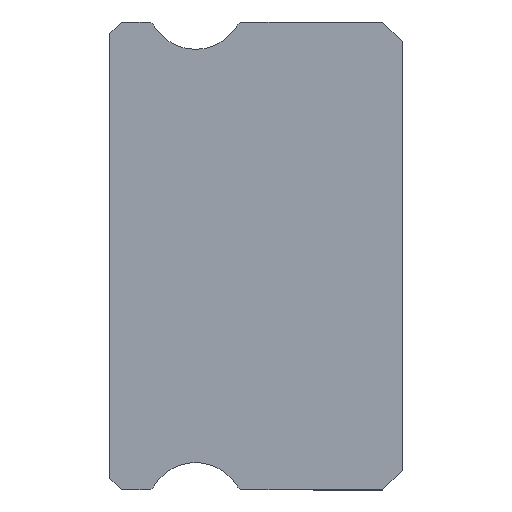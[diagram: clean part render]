
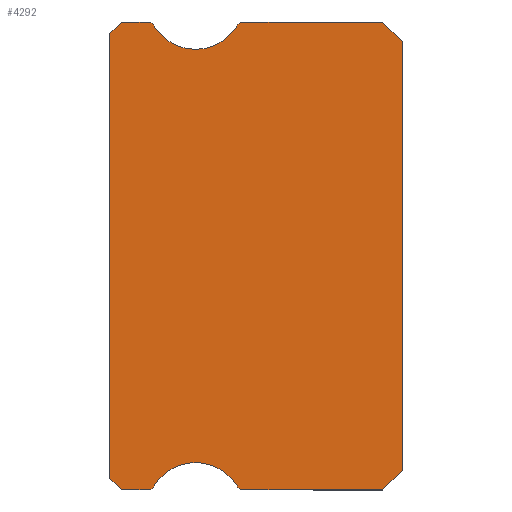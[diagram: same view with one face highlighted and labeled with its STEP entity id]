
A CAD part, left-side view. The second image highlights one B-rep face of the part: STEP entity #4292.
In plain terms, the highlighted planar face has unit normal (-1, 0, 0).
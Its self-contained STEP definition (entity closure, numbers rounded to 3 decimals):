
#25 = CARTESIAN_POINT ( 'NONE',  ( -7.5, 0.5, -6. ) ) ;
#36 = EDGE_CURVE ( 'NONE', #114, #3816, #881, .T. ) ;
#60 = EDGE_CURVE ( 'NONE', #4171, #114, #2233, .T. ) ;
#75 = DIRECTION ( 'NONE',  ( 0., 0., -1. ) ) ;
#109 = CARTESIAN_POINT ( 'NONE',  ( -7.5, 7.2, 6. ) ) ;
#114 = VERTEX_POINT ( 'NONE', #3843 ) ;
#147 = CARTESIAN_POINT ( 'NONE',  ( -7.5, 6.512, 5.85 ) ) ;
#172 = CARTESIAN_POINT ( 'NONE',  ( -7.5, 7.2, -6. ) ) ;
#286 = DIRECTION ( 'NONE',  ( 0., 0., -1. ) ) ;
#289 = CIRCLE ( 'NONE', #3906, 0.15 ) ;
#320 = ORIENTED_EDGE ( 'NONE', *, *, #3728, .F. ) ;
#325 = LINE ( 'NONE', #1861, #975 ) ;
#340 = LINE ( 'NONE', #3534, #4516 ) ;
#372 = CARTESIAN_POINT ( 'NONE',  ( -7.5, 7.2, 6. ) ) ;
#419 = VERTEX_POINT ( 'NONE', #2655 ) ;
#428 = CARTESIAN_POINT ( 'NONE',  ( -7.5, 6.512, -6. ) ) ;
#459 = ORIENTED_EDGE ( 'NONE', *, *, #4287, .T. ) ;
#542 = CIRCLE ( 'NONE', #1702, 1.25 ) ;
#597 = DIRECTION ( 'NONE',  ( 0., 0., -1. ) ) ;
#683 = DIRECTION ( 'NONE',  ( 0., -0.707, -0.707 ) ) ;
#878 = CARTESIAN_POINT ( 'NONE',  ( -7.5, 6.512, -6. ) ) ;
#881 = LINE ( 'NONE', #1972, #2444 ) ;
#967 = VERTEX_POINT ( 'NONE', #428 ) ;
#970 = PLANE ( 'NONE',  #2106 ) ;
#975 = VECTOR ( 'NONE', #683, 1000. ) ;
#981 = VECTOR ( 'NONE', #2080, 1000. ) ;
#1076 = CARTESIAN_POINT ( 'NONE',  ( -7.5, 5.3, 6.55 ) ) ;
#1098 = ORIENTED_EDGE ( 'NONE', *, *, #1961, .F. ) ;
#1108 = CARTESIAN_POINT ( 'NONE',  ( -7.5, 7.2, -6. ) ) ;
#1125 = DIRECTION ( 'NONE',  ( 0., 1., 0. ) ) ;
#1144 = VERTEX_POINT ( 'NONE', #2439 ) ;
#1161 = VECTOR ( 'NONE', #1125, 1000. ) ;
#1173 = LINE ( 'NONE', #878, #4388 ) ;
#1181 = EDGE_CURVE ( 'NONE', #419, #967, #3645, .T. ) ;
#1194 = LINE ( 'NONE', #3696, #3405 ) ;
#1296 = VERTEX_POINT ( 'NONE', #25 ) ;
#1310 = LINE ( 'NONE', #3859, #2844 ) ;
#1346 = CARTESIAN_POINT ( 'NONE',  ( -7.5, 4.088, -5.85 ) ) ;
#1437 = DIRECTION ( 'NONE',  ( -1., 0., 0. ) ) ;
#1452 = DIRECTION ( 'NONE',  ( 0., 1., 0. ) ) ;
#1464 = CARTESIAN_POINT ( 'NONE',  ( -7.5, 6.512, 5.85 ) ) ;
#1476 = LINE ( 'NONE', #372, #1161 ) ;
#1549 = CARTESIAN_POINT ( 'NONE',  ( -7.5, 0., -5.5 ) ) ;
#1591 = VERTEX_POINT ( 'NONE', #2132 ) ;
#1613 = VERTEX_POINT ( 'NONE', #1108 ) ;
#1663 = ORIENTED_EDGE ( 'NONE', *, *, #4175, .F. ) ;
#1702 = AXIS2_PLACEMENT_3D ( 'NONE', #2872, #1437, #3563 ) ;
#1706 = EDGE_CURVE ( 'NONE', #4296, #1930, #1194, .T. ) ;
#1818 = DIRECTION ( 'NONE',  ( 0., 0., -1. ) ) ;
#1821 = VECTOR ( 'NONE', #4526, 1000. ) ;
#1861 = CARTESIAN_POINT ( 'NONE',  ( -7.5, 0.5, 6. ) ) ;
#1930 = VERTEX_POINT ( 'NONE', #2099 ) ;
#1961 = EDGE_CURVE ( 'NONE', #3371, #419, #542, .T. ) ;
#1968 = LINE ( 'NONE', #1549, #4285 ) ;
#1972 = CARTESIAN_POINT ( 'NONE',  ( -7.5, 6.512, 6. ) ) ;
#2030 = LINE ( 'NONE', #172, #1821 ) ;
#2045 = ORIENTED_EDGE ( 'NONE', *, *, #3176, .F. ) ;
#2080 = DIRECTION ( 'NONE',  ( 0., 0., 1. ) ) ;
#2099 = CARTESIAN_POINT ( 'NONE',  ( -7.5, 0., 5.5 ) ) ;
#2105 = EDGE_CURVE ( 'NONE', #1613, #967, #1173, .T. ) ;
#2106 = AXIS2_PLACEMENT_3D ( 'NONE', #147, #3080, #4224 ) ;
#2125 = EDGE_LOOP ( 'NONE', ( #3519, #3739, #459, #4240, #2232, #1098, #3087, #1663, #4041, #3270, #2598, #3715, #2856, #2451, #320, #2045, #3924 ) ) ;
#2132 = CARTESIAN_POINT ( 'NONE',  ( -7.5, 5.3, 5.3 ) ) ;
#2232 = ORIENTED_EDGE ( 'NONE', *, *, #1181, .F. ) ;
#2233 = CIRCLE ( 'NONE', #4112, 0.15 ) ;
#2310 = DIRECTION ( 'NONE',  ( 0., 0., 1. ) ) ;
#2338 = LINE ( 'NONE', #4529, #981 ) ;
#2365 = DIRECTION ( 'NONE',  ( 0., 0., -1. ) ) ;
#2439 = CARTESIAN_POINT ( 'NONE',  ( -7.5, 6.383, 5.925 ) ) ;
#2444 = VECTOR ( 'NONE', #4580, 1000. ) ;
#2451 = ORIENTED_EDGE ( 'NONE', *, *, #2756, .F. ) ;
#2457 = EDGE_CURVE ( 'NONE', #3316, #3933, #1476, .T. ) ;
#2521 = CARTESIAN_POINT ( 'NONE',  ( -7.5, 4.217, -5.925 ) ) ;
#2523 = AXIS2_PLACEMENT_3D ( 'NONE', #1464, #3947, #286 ) ;
#2598 = ORIENTED_EDGE ( 'NONE', *, *, #3769, .F. ) ;
#2632 = DIRECTION ( 'NONE',  ( 0., 0.707, -0.707 ) ) ;
#2655 = CARTESIAN_POINT ( 'NONE',  ( -7.5, 6.383, -5.925 ) ) ;
#2745 = FACE_OUTER_BOUND ( 'NONE', #2125, .T. ) ;
#2756 = EDGE_CURVE ( 'NONE', #1591, #4171, #3303, .T. ) ;
#2782 = CARTESIAN_POINT ( 'NONE',  ( -7.5, 5.3, 6.55 ) ) ;
#2807 = EDGE_CURVE ( 'NONE', #3725, #3371, #289, .T. ) ;
#2832 = CARTESIAN_POINT ( 'NONE',  ( -7.5, 7.5, 5.7 ) ) ;
#2844 = VECTOR ( 'NONE', #3529, 1000. ) ;
#2856 = ORIENTED_EDGE ( 'NONE', *, *, #60, .F. ) ;
#2872 = CARTESIAN_POINT ( 'NONE',  ( -7.5, 5.3, -6.55 ) ) ;
#2906 = CIRCLE ( 'NONE', #2523, 0.15 ) ;
#2921 = CIRCLE ( 'NONE', #3676, 1.25 ) ;
#3080 = DIRECTION ( 'NONE',  ( 1., 0., 0. ) ) ;
#3087 = ORIENTED_EDGE ( 'NONE', *, *, #2807, .F. ) ;
#3176 = EDGE_CURVE ( 'NONE', #3316, #1144, #2906, .T. ) ;
#3263 = AXIS2_PLACEMENT_3D ( 'NONE', #3284, #4380, #75 ) ;
#3270 = ORIENTED_EDGE ( 'NONE', *, *, #1706, .T. ) ;
#3278 = VERTEX_POINT ( 'NONE', #2832 ) ;
#3284 = CARTESIAN_POINT ( 'NONE',  ( -7.5, 6.512, -5.85 ) ) ;
#3303 = CIRCLE ( 'NONE', #4592, 1.25 ) ;
#3316 = VERTEX_POINT ( 'NONE', #3996 ) ;
#3371 = VERTEX_POINT ( 'NONE', #2521 ) ;
#3405 = VECTOR ( 'NONE', #2310, 1000. ) ;
#3459 = CARTESIAN_POINT ( 'NONE',  ( -7.5, 0., -5.5 ) ) ;
#3478 = VERTEX_POINT ( 'NONE', #4113 ) ;
#3491 = DIRECTION ( 'NONE',  ( 0., 0., -1. ) ) ;
#3517 = DIRECTION ( 'NONE',  ( 1., 0., 0. ) ) ;
#3519 = ORIENTED_EDGE ( 'NONE', *, *, #4308, .T. ) ;
#3529 = DIRECTION ( 'NONE',  ( 0., 0.707, -0.707 ) ) ;
#3534 = CARTESIAN_POINT ( 'NONE',  ( -7.5, 6.512, -6. ) ) ;
#3541 = CARTESIAN_POINT ( 'NONE',  ( -7.5, 0.5, 6. ) ) ;
#3563 = DIRECTION ( 'NONE',  ( 0., 0., -1. ) ) ;
#3645 = CIRCLE ( 'NONE', #3263, 0.15 ) ;
#3676 = AXIS2_PLACEMENT_3D ( 'NONE', #1076, #4012, #1818 ) ;
#3696 = CARTESIAN_POINT ( 'NONE',  ( -7.5, 0., 5.5 ) ) ;
#3715 = ORIENTED_EDGE ( 'NONE', *, *, #36, .F. ) ;
#3723 = DIRECTION ( 'NONE',  ( 0., -1., 0. ) ) ;
#3725 = VERTEX_POINT ( 'NONE', #3941 ) ;
#3728 = EDGE_CURVE ( 'NONE', #1144, #1591, #2921, .T. ) ;
#3739 = ORIENTED_EDGE ( 'NONE', *, *, #4050, .F. ) ;
#3769 = EDGE_CURVE ( 'NONE', #3816, #1930, #325, .T. ) ;
#3816 = VERTEX_POINT ( 'NONE', #3541 ) ;
#3843 = CARTESIAN_POINT ( 'NONE',  ( -7.5, 4.088, 6. ) ) ;
#3847 = EDGE_CURVE ( 'NONE', #4296, #1296, #1968, .T. ) ;
#3859 = CARTESIAN_POINT ( 'NONE',  ( -7.5, 7.5, 5.7 ) ) ;
#3867 = DIRECTION ( 'NONE',  ( 1., 0., 0. ) ) ;
#3906 = AXIS2_PLACEMENT_3D ( 'NONE', #1346, #3517, #597 ) ;
#3924 = ORIENTED_EDGE ( 'NONE', *, *, #2457, .T. ) ;
#3933 = VERTEX_POINT ( 'NONE', #109 ) ;
#3941 = CARTESIAN_POINT ( 'NONE',  ( -7.5, 4.088, -6. ) ) ;
#3947 = DIRECTION ( 'NONE',  ( 1., 0., 0. ) ) ;
#3996 = CARTESIAN_POINT ( 'NONE',  ( -7.5, 6.512, 6. ) ) ;
#4012 = DIRECTION ( 'NONE',  ( -1., 0., 0. ) ) ;
#4041 = ORIENTED_EDGE ( 'NONE', *, *, #3847, .F. ) ;
#4050 = EDGE_CURVE ( 'NONE', #3478, #3278, #2338, .T. ) ;
#4112 = AXIS2_PLACEMENT_3D ( 'NONE', #4232, #3867, #2365 ) ;
#4113 = CARTESIAN_POINT ( 'NONE',  ( -7.5, 7.5, -5.7 ) ) ;
#4171 = VERTEX_POINT ( 'NONE', #4338 ) ;
#4175 = EDGE_CURVE ( 'NONE', #1296, #3725, #340, .T. ) ;
#4224 = DIRECTION ( 'NONE',  ( 0., 0., -1. ) ) ;
#4232 = CARTESIAN_POINT ( 'NONE',  ( -7.5, 4.088, 5.85 ) ) ;
#4236 = DIRECTION ( 'NONE',  ( -1., 0., 0. ) ) ;
#4240 = ORIENTED_EDGE ( 'NONE', *, *, #2105, .T. ) ;
#4285 = VECTOR ( 'NONE', #2632, 1000. ) ;
#4287 = EDGE_CURVE ( 'NONE', #3478, #1613, #2030, .T. ) ;
#4292 = ADVANCED_FACE ( 'NONE', ( #2745 ), #970, .F. ) ;
#4296 = VERTEX_POINT ( 'NONE', #3459 ) ;
#4308 = EDGE_CURVE ( 'NONE', #3933, #3278, #1310, .T. ) ;
#4338 = CARTESIAN_POINT ( 'NONE',  ( -7.5, 4.217, 5.925 ) ) ;
#4380 = DIRECTION ( 'NONE',  ( 1., 0., 0. ) ) ;
#4388 = VECTOR ( 'NONE', #3723, 1000. ) ;
#4516 = VECTOR ( 'NONE', #1452, 1000. ) ;
#4526 = DIRECTION ( 'NONE',  ( 0., -0.707, -0.707 ) ) ;
#4529 = CARTESIAN_POINT ( 'NONE',  ( -7.5, 7.5, 5.85 ) ) ;
#4580 = DIRECTION ( 'NONE',  ( 0., -1., 0. ) ) ;
#4592 = AXIS2_PLACEMENT_3D ( 'NONE', #2782, #4236, #3491 ) ;
